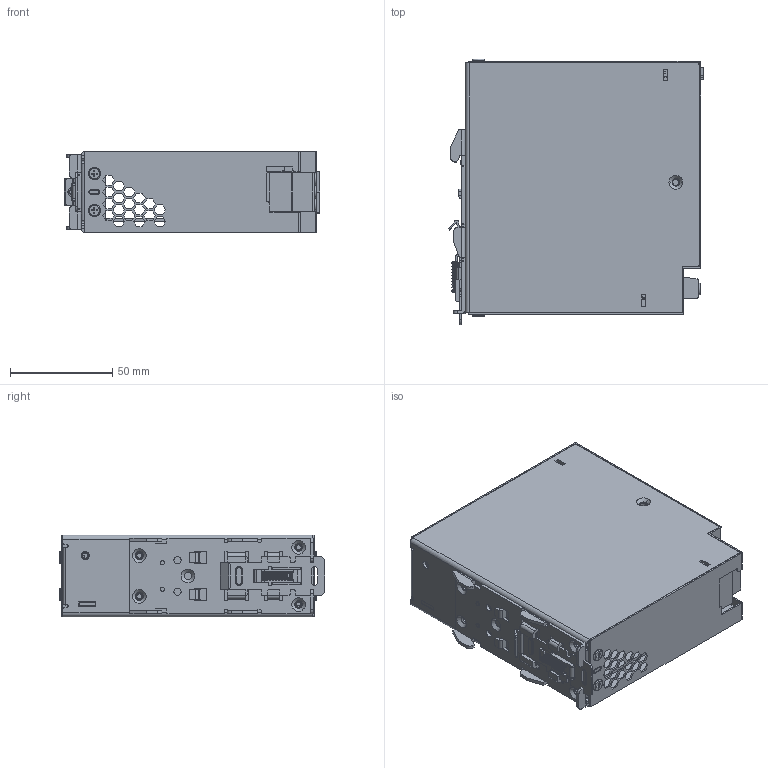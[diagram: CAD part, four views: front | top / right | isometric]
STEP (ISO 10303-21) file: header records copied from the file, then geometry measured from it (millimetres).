
FILE_DESCRIPTION (( 'STEP AP214' ), '1' );
FILE_NAME ('PSB24-100-N.STEP', '2020-09-01T20:51:38', ( '' ), ( '' ), 'SwSTEP 2.0', 'SolidWorks 2019', '' );
FILE_SCHEMA (( 'AUTOMOTIVE_DESIGN' ));
Length unit declared in the file: inch
Products named in the file (1): PSB24-100-N
Bounding box: 125.14 x 130 x 40 mm (x, y, z)
Volume: 115581 mm3; surface area: 211185 mm2
Topology: 31 solids, 34 shells, 2550 faces, 6999 edges, 4592 vertices
Faces by surface type: plane 1958, cylinder 466, cone 59, bspline 52, torus 15
Full cylindrical faces by diameter (mm): 1 x2, 2 x2, 3.4 x1, 3.5 x2, 3.7 x1, 3.9 x4, 4 x6, 4.9 x3, 5.75 x3, 6 x4
Entity records: 117735 total; most frequent: CARTESIAN_POINT 19554, ORIENTED_EDGE 13830, DIRECTION 12643, EDGE_CURVE 6915, LINE 5577, VECTOR 5577, VERTEX_POINT 4560, AXIS2_PLACEMENT_3D 3533
